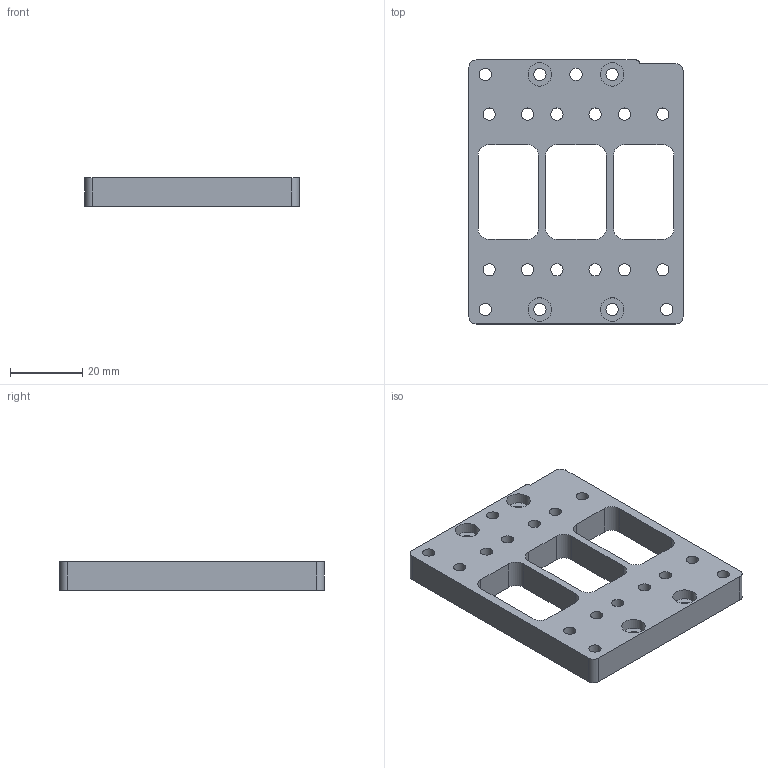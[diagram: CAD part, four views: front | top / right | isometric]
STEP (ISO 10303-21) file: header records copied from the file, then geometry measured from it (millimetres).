
FILE_DESCRIPTION(/* description */ ('STEP AP242','CAx-IF Rec.Pracs.---Representation and Presentation of Product Manufacturing Information (PMI)---4.0---2014-10-13','CAx-IF Rec.Pracs.---3D Tessellated Geometry---0.4---2014-09-14','2;1'),/* implementation_level */ '2;1');
FILE_NAME(/* name */ '659e2e58ab4d6a061ad73c43',/* time_stamp */ '2024-01-10T05:42:49Z',/* author */ (''),/* organization */ (''),/* preprocessor_version */ 'ST-DEVELOPER v19.4',/* originating_system */ ' ',/* authorisation */ ' ');
FILE_SCHEMA (('AP242_MANAGED_MODEL_BASED_3D_ENGINEERING_MIM_LF { 1 0 10303 442 1 1 4 }'));
Length unit declared in the file: metre
Products named in the file (1): ?????_????
Bounding box: 59.25 x 73.1 x 8 mm (x, y, z)
Volume: 20507.1 mm3; surface area: 12229.5 mm2
Topology: 1 solids, 1 shells, 179 faces, 487 edges, 330 vertices
Faces by surface type: plane 138, cylinder 41
Full cylindrical faces by diameter (mm): 3.4 x20, 6.5 x4
Entity records: 5481 total; most frequent: CARTESIAN_POINT 941, ORIENTED_EDGE 894, DIRECTION 889, EDGE_CURVE 447, LINE 365, VECTOR 365, VERTEX_POINT 314, EDGE_LOOP 269
